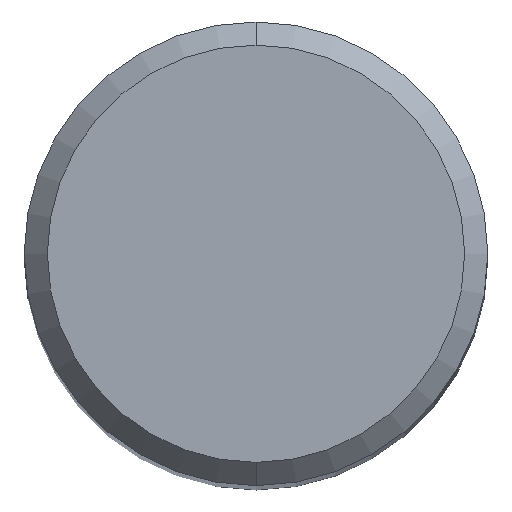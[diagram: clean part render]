
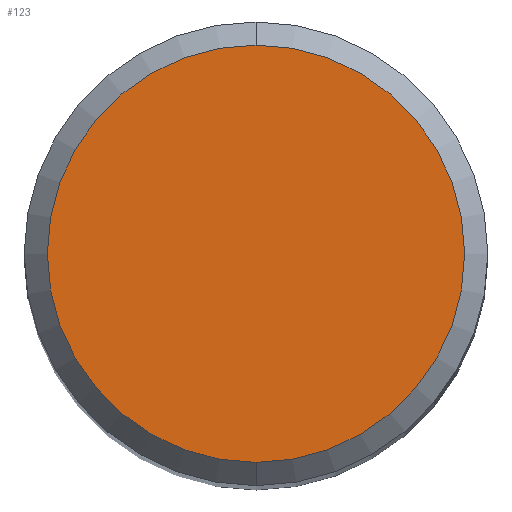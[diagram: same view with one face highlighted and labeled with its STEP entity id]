
A CAD part, top view. The second image highlights one B-rep face of the part: STEP entity #123.
In plain terms, the highlighted planar face has unit normal (0, 0, 1).
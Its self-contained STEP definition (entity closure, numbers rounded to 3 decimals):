
#123=ADVANCED_FACE('',(#258),#259,.T.);
#167=VERTEX_POINT('',#310);
#177=VERTEX_POINT('',#323);
#187=EDGE_CURVE('',#177,#167,#333,.T.);
#191=EDGE_CURVE('',#167,#177,#337,.T.);
#258=FACE_OUTER_BOUND('',#405,.T.);
#259=PLANE('',#406);
#310=CARTESIAN_POINT('',(0.0,3.6,0.0));
#323=CARTESIAN_POINT('',(0.,-3.6,0.0));
#333=CIRCLE('',#502,3.6);
#337=CIRCLE('',#508,3.6);
#405=EDGE_LOOP('',(#559,#560));
#406=AXIS2_PLACEMENT_3D('',#561,#562,#563);
#502=AXIS2_PLACEMENT_3D('',#670,#671,#672);
#508=AXIS2_PLACEMENT_3D('',#676,#677,#678);
#559=ORIENTED_EDGE('',*,*,#191,.F.);
#560=ORIENTED_EDGE('',*,*,#187,.F.);
#561=CARTESIAN_POINT('',(0.0,1.8,0.0));
#562=DIRECTION('',(-0.0,0.0,1.0));
#563=DIRECTION('',(0.0,-1.0,0.0));
#670=CARTESIAN_POINT('',(0.0,0.0,0.0));
#671=DIRECTION('',(0.0,0.0,-1.0));
#672=DIRECTION('',(0.0,1.0,0.0));
#676=CARTESIAN_POINT('',(0.0,0.0,0.0));
#677=DIRECTION('',(0.0,0.0,-1.0));
#678=DIRECTION('',(0.0,1.0,0.0));
